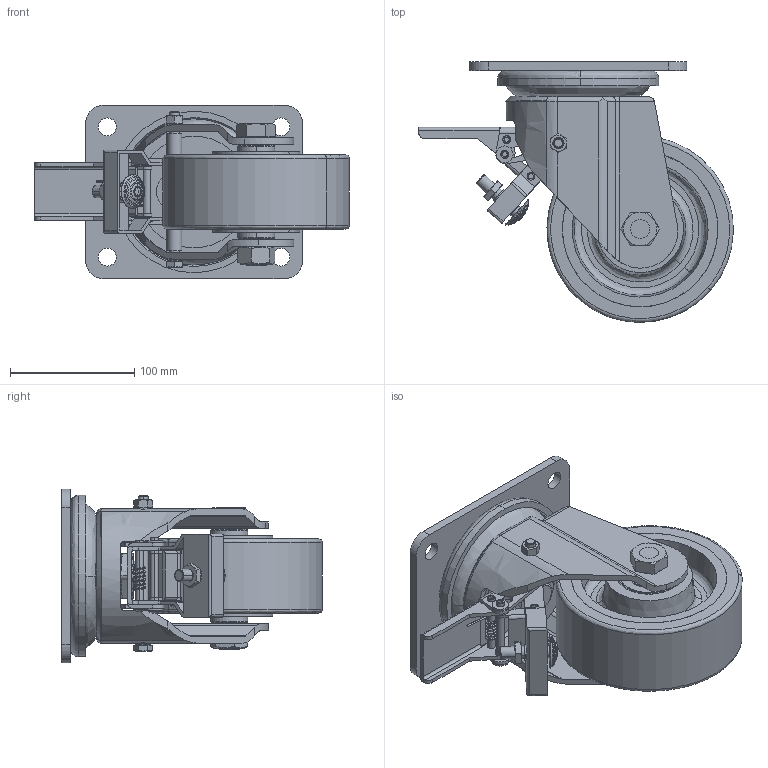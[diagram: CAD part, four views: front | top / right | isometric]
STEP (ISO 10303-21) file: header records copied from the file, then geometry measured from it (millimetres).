
FILE_DESCRIPTION (( 'STEP AP214' ), '1' );
FILE_NAME ('0012038_L-HO-PUZG-150-K-3-DSV-B60_(A-01).step', '2019-08-28T09:17:34', ( '' ), ( '' ), 'SwSTEP 2.0', 'SolidWorks 2018', '' );
FILE_SCHEMA (( 'AUTOMOTIVE_DESIGN' ));
Length unit declared in the file: millimetre
Products named in the file (1): 0012038_L-HO-PUZG-150-K-3-DSV-B60_(A-01)
Bounding box: 253.65 x 210.12 x 140 mm (x, y, z)
Surface area: 511091.7 mm2 (no closed solid volume)
Topology: 0 solids, 94 shells, 996 faces, 2575 edges, 1605 vertices
Faces by surface type: cylinder 338, plane 271, bspline 266, cone 121
Entity records: 59424 total; most frequent: CARTESIAN_POINT 25372, ORIENTED_EDGE 4702, DIRECTION 4438, EDGE_CURVE 2379, AXIS2_PLACEMENT_3D 1846, VERTEX_POINT 1605, EDGE_LOOP 1168, CIRCLE 1115
